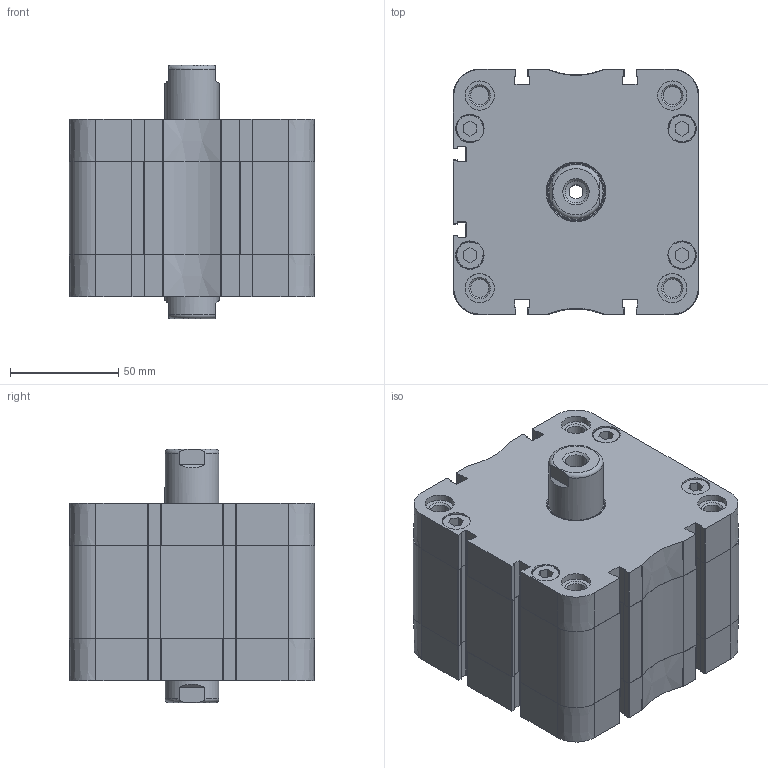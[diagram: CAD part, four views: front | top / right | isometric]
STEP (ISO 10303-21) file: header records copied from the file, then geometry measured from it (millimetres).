
FILE_DESCRIPTION((''),'2;1');
FILE_NAME('PDMP100.015.GS.F.stp','2014-01-21T14:03:20',('carlo.corazza'),(''),'Autodesk Inventor 2012','Autodesk Inventor 2012','');
FILE_SCHEMA(('AUTOMOTIVE_DESIGN { 1 0 10303 214 1 1 1 1 }'));
Length unit declared in the file: millimetre
Products named in the file (5): PDMP100..GS.F; TA; CORPO-015; STELO-015
Assembly tree (5 placements, depth 2):
  PDMP100..GS.F
    TA
    CORPO-015
    STELO-015  x2
    TA
Bounding box: 113.5 x 113.5 x 117 mm (x, y, z)
Volume: 681025.6 mm3; surface area: 141357 mm2
Topology: 7 solids, 7 shells, 807 faces, 2123 edges, 1398 vertices
Faces by surface type: plane 362, cylinder 239, bspline 122, cone 60, torus 24
Full cylindrical faces by diameter (mm): 6 x2, 8.376 x8, 8.566 x4, 10.106 x4, 13.1 x8, 13.5 x8, 25 x2, 25.6 x2, 26.9 x2, 28 x2, 29.8 x2, 30 x2, 100 x1
Entity records: 25977 total; most frequent: CARTESIAN_POINT 6826, ORIENTED_EDGE 3956, DIRECTION 3564, EDGE_CURVE 1978, VERTEX_POINT 1360, AXIS2_PLACEMENT_3D 1214, VECTOR 1136, LINE 1136
